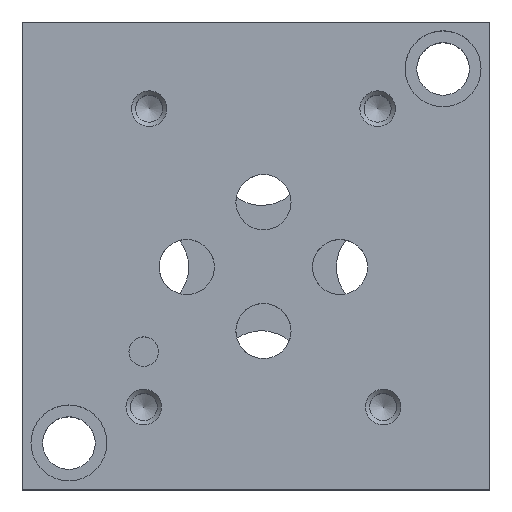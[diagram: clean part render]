
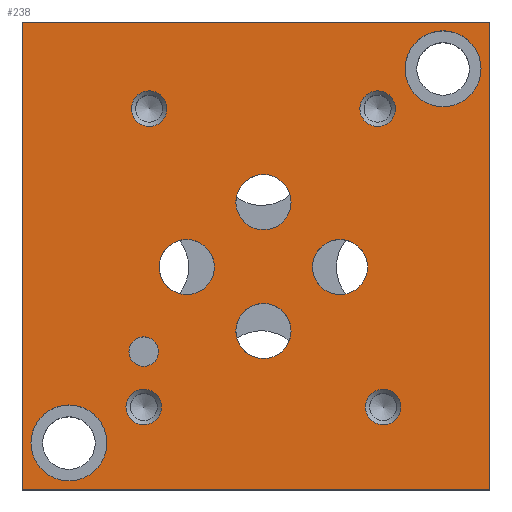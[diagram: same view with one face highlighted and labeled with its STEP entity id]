
A CAD part, top view. The second image highlights one B-rep face of the part: STEP entity #238.
In plain terms, the highlighted planar face has unit normal (0, 0, 1).
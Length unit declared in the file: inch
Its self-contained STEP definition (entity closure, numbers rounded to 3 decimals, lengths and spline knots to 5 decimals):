
#238 = ADVANCED_FACE( '', ( #669, #670, #671, #672, #673, #674, #675, #676, #677, #678, #679, #680 ), #681, .F. );
#669 = FACE_BOUND( '', #1356, .T. );
#670 = FACE_BOUND( '', #1357, .T. );
#671 = FACE_BOUND( '', #1358, .T. );
#672 = FACE_BOUND( '', #1359, .T. );
#673 = FACE_BOUND( '', #1360, .T. );
#674 = FACE_BOUND( '', #1361, .T. );
#675 = FACE_BOUND( '', #1362, .T. );
#676 = FACE_BOUND( '', #1363, .T. );
#677 = FACE_BOUND( '', #1364, .T. );
#678 = FACE_BOUND( '', #1365, .T. );
#679 = FACE_BOUND( '', #1366, .T. );
#680 = FACE_OUTER_BOUND( '', #1367, .T. );
#681 = PLANE( '', #1368 );
#1356 = EDGE_LOOP( '', ( #2059 ) );
#1357 = EDGE_LOOP( '', ( #2060 ) );
#1358 = EDGE_LOOP( '', ( #2061 ) );
#1359 = EDGE_LOOP( '', ( #2062 ) );
#1360 = EDGE_LOOP( '', ( #2063 ) );
#1361 = EDGE_LOOP( '', ( #2064 ) );
#1362 = EDGE_LOOP( '', ( #2065 ) );
#1363 = EDGE_LOOP( '', ( #2066 ) );
#1364 = EDGE_LOOP( '', ( #2067 ) );
#1365 = EDGE_LOOP( '', ( #2068 ) );
#1366 = EDGE_LOOP( '', ( #2069 ) );
#1367 = EDGE_LOOP( '', ( #2070, #2071, #2072, #2073 ) );
#1368 = AXIS2_PLACEMENT_3D( '', #2074, #2075, #2076 );
#2059 = ORIENTED_EDGE( '', *, *, #3860, .T. );
#2060 = ORIENTED_EDGE( '', *, *, #3861, .T. );
#2061 = ORIENTED_EDGE( '', *, *, #3862, .F. );
#2062 = ORIENTED_EDGE( '', *, *, #3857, .F. );
#2063 = ORIENTED_EDGE( '', *, *, #3863, .F. );
#2064 = ORIENTED_EDGE( '', *, *, #3864, .F. );
#2065 = ORIENTED_EDGE( '', *, *, #3865, .F. );
#2066 = ORIENTED_EDGE( '', *, *, #3866, .F. );
#2067 = ORIENTED_EDGE( '', *, *, #3867, .F. );
#2068 = ORIENTED_EDGE( '', *, *, #3868, .F. );
#2069 = ORIENTED_EDGE( '', *, *, #3869, .F. );
#2070 = ORIENTED_EDGE( '', *, *, #3870, .T. );
#2071 = ORIENTED_EDGE( '', *, *, #3871, .F. );
#2072 = ORIENTED_EDGE( '', *, *, #3872, .F. );
#2073 = ORIENTED_EDGE( '', *, *, #3873, .T. );
#2074 = CARTESIAN_POINT( '', ( 2.5, 2.5, 1. ) );
#2075 = DIRECTION( '', ( 0., 0., -1. ) );
#2076 = DIRECTION( '', ( -1., 0., 0. ) );
#3857 = EDGE_CURVE( '', #4581, #4581, #4582, .T. );
#3860 = EDGE_CURVE( '', #4586, #4586, #4587, .T. );
#3861 = EDGE_CURVE( '', #4588, #4588, #4589, .T. );
#3862 = EDGE_CURVE( '', #4590, #4590, #4591, .T. );
#3863 = EDGE_CURVE( '', #4592, #4592, #4593, .T. );
#3864 = EDGE_CURVE( '', #4594, #4594, #4595, .T. );
#3865 = EDGE_CURVE( '', #4596, #4596, #4597, .T. );
#3866 = EDGE_CURVE( '', #4598, #4598, #4599, .T. );
#3867 = EDGE_CURVE( '', #4600, #4600, #4601, .T. );
#3868 = EDGE_CURVE( '', #4602, #4602, #4603, .T. );
#3869 = EDGE_CURVE( '', #4604, #4604, #4605, .T. );
#3870 = EDGE_CURVE( '', #4606, #4607, #4608, .T. );
#3871 = EDGE_CURVE( '', #4609, #4607, #4610, .T. );
#3872 = EDGE_CURVE( '', #4611, #4609, #4612, .T. );
#3873 = EDGE_CURVE( '', #4611, #4606, #4613, .T. );
#4581 = VERTEX_POINT( '', #5637 );
#4582 = CIRCLE( '', #5638, 0.095 );
#4586 = VERTEX_POINT( '', #5642 );
#4587 = CIRCLE( '', #5643, 0.203 );
#4588 = VERTEX_POINT( '', #5644 );
#4589 = CIRCLE( '', #5645, 0.203 );
#4590 = VERTEX_POINT( '', #5646 );
#4591 = CIRCLE( '', #5647, 0.095 );
#4592 = VERTEX_POINT( '', #5648 );
#4593 = CIRCLE( '', #5649, 0.095 );
#4594 = VERTEX_POINT( '', #5650 );
#4595 = CIRCLE( '', #5651, 0.095 );
#4596 = VERTEX_POINT( '', #5652 );
#4597 = CIRCLE( '', #5653, 0.079 );
#4598 = VERTEX_POINT( '', #5654 );
#4599 = CIRCLE( '', #5655, 0.1475 );
#4600 = VERTEX_POINT( '', #5656 );
#4601 = CIRCLE( '', #5657, 0.1475 );
#4602 = VERTEX_POINT( '', #5658 );
#4603 = CIRCLE( '', #5659, 0.1475 );
#4604 = VERTEX_POINT( '', #5660 );
#4605 = CIRCLE( '', #5661, 0.1475 );
#4606 = VERTEX_POINT( '', #5662 );
#4607 = VERTEX_POINT( '', #5663 );
#4608 = LINE( '', #5664, #5665 );
#4609 = VERTEX_POINT( '', #5666 );
#4610 = LINE( '', #5667, #5668 );
#4611 = VERTEX_POINT( '', #5669 );
#4612 = LINE( '', #5670, #5671 );
#4613 = LINE( '', #5672, #5673 );
#5637 = CARTESIAN_POINT( '', ( 0.745, 0.442, 1. ) );
#5638 = AXIS2_PLACEMENT_3D( '', #7152, #7153, #7154 );
#5642 = CARTESIAN_POINT( '', ( 2.047, 2.25, 1. ) );
#5643 = AXIS2_PLACEMENT_3D( '', #7158, #7159, #7160 );
#5644 = CARTESIAN_POINT( '', ( 0.047, 0.25, 1. ) );
#5645 = AXIS2_PLACEMENT_3D( '', #7161, #7162, #7163 );
#5646 = CARTESIAN_POINT( '', ( 0.774, 2.037, 1. ) );
#5647 = AXIS2_PLACEMENT_3D( '', #7164, #7165, #7166 );
#5648 = CARTESIAN_POINT( '', ( 2.025, 0.442, 1. ) );
#5649 = AXIS2_PLACEMENT_3D( '', #7167, #7168, #7169 );
#5650 = CARTESIAN_POINT( '', ( 1.995, 2.037, 1. ) );
#5651 = AXIS2_PLACEMENT_3D( '', #7170, #7171, #7172 );
#5652 = CARTESIAN_POINT( '', ( 0.729, 0.738, 1. ) );
#5653 = AXIS2_PLACEMENT_3D( '', #7173, #7174, #7175 );
#5654 = CARTESIAN_POINT( '', ( 1.4375, 0.848, 1. ) );
#5655 = AXIS2_PLACEMENT_3D( '', #7176, #7177, #7178 );
#5656 = CARTESIAN_POINT( '', ( 1.4375, 1.537, 1. ) );
#5657 = AXIS2_PLACEMENT_3D( '', #7179, #7180, #7181 );
#5658 = CARTESIAN_POINT( '', ( 1.8465, 1.19, 1. ) );
#5659 = AXIS2_PLACEMENT_3D( '', #7182, #7183, #7184 );
#5660 = CARTESIAN_POINT( '', ( 1.0275, 1.19, 1. ) );
#5661 = AXIS2_PLACEMENT_3D( '', #7185, #7186, #7187 );
#5662 = CARTESIAN_POINT( '', ( 0., 2.5, 1. ) );
#5663 = CARTESIAN_POINT( '', ( 0., 0., 1. ) );
#5664 = CARTESIAN_POINT( '', ( 0., 2.5, 1. ) );
#5665 = VECTOR( '', #7188, 39.37008 );
#5666 = CARTESIAN_POINT( '', ( 2.5, 0., 1. ) );
#5667 = CARTESIAN_POINT( '', ( 2.5, 0., 1. ) );
#5668 = VECTOR( '', #7189, 39.37008 );
#5669 = CARTESIAN_POINT( '', ( 2.5, 2.5, 1. ) );
#5670 = CARTESIAN_POINT( '', ( 2.5, 2.5, 1. ) );
#5671 = VECTOR( '', #7190, 39.37008 );
#5672 = CARTESIAN_POINT( '', ( 2.5, 2.5, 1. ) );
#5673 = VECTOR( '', #7191, 39.37008 );
#7152 = CARTESIAN_POINT( '', ( 0.65, 0.442, 1. ) );
#7153 = DIRECTION( '', ( 0., 0., 1. ) );
#7154 = DIRECTION( '', ( 1., 0., 0. ) );
#7158 = CARTESIAN_POINT( '', ( 2.25, 2.25, 1. ) );
#7159 = DIRECTION( '', ( 0., 0., -1. ) );
#7160 = DIRECTION( '', ( -1., 0., 0. ) );
#7161 = CARTESIAN_POINT( '', ( 0.25, 0.25, 1. ) );
#7162 = DIRECTION( '', ( 0., 0., -1. ) );
#7163 = DIRECTION( '', ( -1., 0., 0. ) );
#7164 = CARTESIAN_POINT( '', ( 0.679, 2.037, 1. ) );
#7165 = DIRECTION( '', ( 0., 0., 1. ) );
#7166 = DIRECTION( '', ( 1., 0., 0. ) );
#7167 = CARTESIAN_POINT( '', ( 1.93, 0.442, 1. ) );
#7168 = DIRECTION( '', ( 0., 0., 1. ) );
#7169 = DIRECTION( '', ( 1., 0., 0. ) );
#7170 = CARTESIAN_POINT( '', ( 1.9, 2.037, 1. ) );
#7171 = DIRECTION( '', ( 0., 0., 1. ) );
#7172 = DIRECTION( '', ( 1., 0., 0. ) );
#7173 = CARTESIAN_POINT( '', ( 0.65, 0.738, 1. ) );
#7174 = DIRECTION( '', ( 0., 0., 1. ) );
#7175 = DIRECTION( '', ( 1., 0., 0. ) );
#7176 = CARTESIAN_POINT( '', ( 1.29, 0.848, 1. ) );
#7177 = DIRECTION( '', ( 0., 0., 1. ) );
#7178 = DIRECTION( '', ( 1., 0., 0. ) );
#7179 = CARTESIAN_POINT( '', ( 1.29, 1.537, 1. ) );
#7180 = DIRECTION( '', ( 0., 0., 1. ) );
#7181 = DIRECTION( '', ( 1., 0., 0. ) );
#7182 = CARTESIAN_POINT( '', ( 1.699, 1.19, 1. ) );
#7183 = DIRECTION( '', ( 0., 0., 1. ) );
#7184 = DIRECTION( '', ( 1., 0., 0. ) );
#7185 = CARTESIAN_POINT( '', ( 0.88, 1.19, 1. ) );
#7186 = DIRECTION( '', ( 0., 0., 1. ) );
#7187 = DIRECTION( '', ( 1., 0., 0. ) );
#7188 = DIRECTION( '', ( 0., -1., 0. ) );
#7189 = DIRECTION( '', ( -1., 0., 0. ) );
#7190 = DIRECTION( '', ( 0., -1., 0. ) );
#7191 = DIRECTION( '', ( -1., 0., 0. ) );
